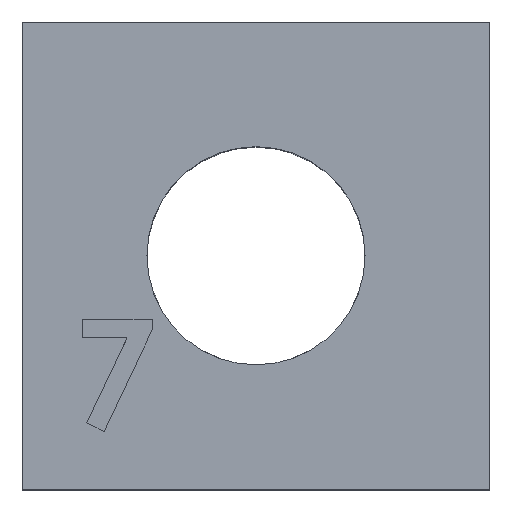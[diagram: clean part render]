
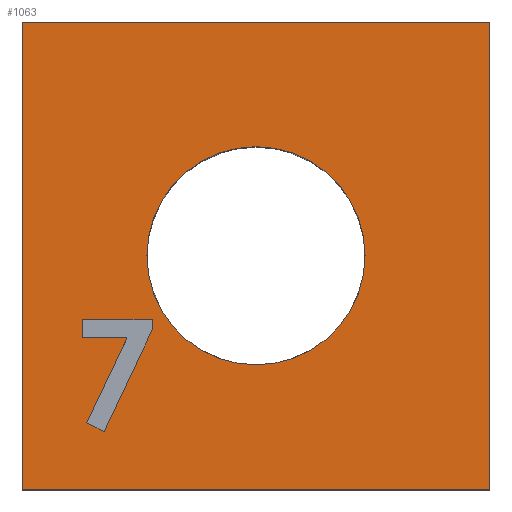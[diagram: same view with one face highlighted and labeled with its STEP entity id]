
A CAD part, top view. The second image highlights one B-rep face of the part: STEP entity #1063.
In plain terms, the highlighted planar face has unit normal (0, 0, 1).
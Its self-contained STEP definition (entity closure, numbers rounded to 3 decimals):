
#30 = LINE ( 'NONE', #835, #170 ) ;
#39 = VERTEX_POINT ( 'NONE', #225 ) ;
#41 = EDGE_CURVE ( 'NONE', #479, #797, #831, .T. ) ;
#61 = DIRECTION ( 'NONE',  ( 1., 0., 0. ) ) ;
#69 = PLANE ( 'NONE',  #91 ) ;
#73 = VECTOR ( 'NONE', #410, 1000. ) ;
#86 = LINE ( 'NONE', #884, #73 ) ;
#91 = AXIS2_PLACEMENT_3D ( 'NONE', #180, #156, #485 ) ;
#99 = LINE ( 'NONE', #895, #197 ) ;
#139 = EDGE_CURVE ( 'NONE', #797, #660, #366, .T. ) ;
#141 = EDGE_CURVE ( 'NONE', #1174, #244, #776, .T. ) ;
#142 = CARTESIAN_POINT ( 'NONE',  ( 2.071, 2.137, 10. ) ) ;
#156 = DIRECTION ( 'NONE',  ( 0., 0., -1. ) ) ;
#170 = VECTOR ( 'NONE', #945, 1000. ) ;
#180 = CARTESIAN_POINT ( 'NONE',  ( 0., 0., 10. ) ) ;
#190 = DIRECTION ( 'NONE',  ( 0., 0., 1. ) ) ;
#191 = EDGE_CURVE ( 'NONE', #1126, #401, #229, .T. ) ;
#196 = VERTEX_POINT ( 'NONE', #1046 ) ;
#197 = VECTOR ( 'NONE', #1282, 1000. ) ;
#219 = ORIENTED_EDGE ( 'NONE', *, *, #600, .F. ) ;
#225 = CARTESIAN_POINT ( 'NONE',  ( 1.927, 5.446, 10. ) ) ;
#229 = CIRCLE ( 'NONE', #1021, 3.5 ) ;
#235 = ORIENTED_EDGE ( 'NONE', *, *, #139, .T. ) ;
#242 = EDGE_LOOP ( 'NONE', ( #235, #341, #1042, #557 ) ) ;
#244 = VERTEX_POINT ( 'NONE', #586 ) ;
#246 = EDGE_CURVE ( 'NONE', #1168, #479, #404, .T. ) ;
#267 = DIRECTION ( 'NONE',  ( 1., 0., 0. ) ) ;
#275 = VECTOR ( 'NONE', #383, 1000. ) ;
#281 = LINE ( 'NONE', #675, #769 ) ;
#287 = CIRCLE ( 'NONE', #1208, 3.5 ) ;
#341 = ORIENTED_EDGE ( 'NONE', *, *, #1147, .T. ) ;
#366 = LINE ( 'NONE', #464, #1190 ) ;
#377 = EDGE_CURVE ( 'NONE', #1155, #196, #30, .T. ) ;
#383 = DIRECTION ( 'NONE',  ( -0.893, 0.45, 0. ) ) ;
#386 = CARTESIAN_POINT ( 'NONE',  ( 15., 0., 10. ) ) ;
#401 = VERTEX_POINT ( 'NONE', #929 ) ;
#404 = LINE ( 'NONE', #898, #805 ) ;
#410 = DIRECTION ( 'NONE',  ( 0.428, 0.904, 0. ) ) ;
#460 = ORIENTED_EDGE ( 'NONE', *, *, #1106, .T. ) ;
#464 = CARTESIAN_POINT ( 'NONE',  ( 0., 0., 10. ) ) ;
#465 = FACE_BOUND ( 'NONE', #773, .T. ) ;
#479 = VERTEX_POINT ( 'NONE', #564 ) ;
#485 = DIRECTION ( 'NONE',  ( -1., 0., 0. ) ) ;
#508 = CARTESIAN_POINT ( 'NONE',  ( 7.5, 7.5, 10. ) ) ;
#544 = CARTESIAN_POINT ( 'NONE',  ( 0., 15., 10. ) ) ;
#557 = ORIENTED_EDGE ( 'NONE', *, *, #41, .T. ) ;
#560 = DIRECTION ( 'NONE',  ( 0., -1., 0. ) ) ;
#564 = CARTESIAN_POINT ( 'NONE',  ( 15., 15., 10. ) ) ;
#583 = LINE ( 'NONE', #1294, #275 ) ;
#586 = CARTESIAN_POINT ( 'NONE',  ( 4.171, 5.12, 10. ) ) ;
#588 = VECTOR ( 'NONE', #560, 1000. ) ;
#600 = EDGE_CURVE ( 'NONE', #401, #1126, #287, .T. ) ;
#603 = ORIENTED_EDGE ( 'NONE', *, *, #878, .T. ) ;
#626 = EDGE_CURVE ( 'NONE', #849, #1155, #86, .T. ) ;
#655 = ORIENTED_EDGE ( 'NONE', *, *, #943, .T. ) ;
#658 = DIRECTION ( 'NONE',  ( 0., -1., 0. ) ) ;
#660 = VERTEX_POINT ( 'NONE', #696 ) ;
#666 = LINE ( 'NONE', #678, #1268 ) ;
#675 = CARTESIAN_POINT ( 'NONE',  ( 1.927, 5.446, 10. ) ) ;
#678 = CARTESIAN_POINT ( 'NONE',  ( 0., 0., 10. ) ) ;
#684 = FACE_BOUND ( 'NONE', #1180, .T. ) ;
#692 = VECTOR ( 'NONE', #1246, 1000. ) ;
#696 = CARTESIAN_POINT ( 'NONE',  ( 0., 0., 10. ) ) ;
#714 = CARTESIAN_POINT ( 'NONE',  ( 2.627, 1.857, 10. ) ) ;
#764 = CARTESIAN_POINT ( 'NONE',  ( 4.171, 5.446, 10. ) ) ;
#769 = VECTOR ( 'NONE', #980, 1000. ) ;
#773 = EDGE_LOOP ( 'NONE', ( #460, #784, #856, #655, #603, #1275, #996 ) ) ;
#776 = LINE ( 'NONE', #764, #588 ) ;
#784 = ORIENTED_EDGE ( 'NONE', *, *, #922, .T. ) ;
#797 = VERTEX_POINT ( 'NONE', #1050 ) ;
#805 = VECTOR ( 'NONE', #1006, 1000. ) ;
#831 = LINE ( 'NONE', #544, #692 ) ;
#835 = CARTESIAN_POINT ( 'NONE',  ( 3.36, 4.863, 10. ) ) ;
#849 = VERTEX_POINT ( 'NONE', #142 ) ;
#856 = ORIENTED_EDGE ( 'NONE', *, *, #141, .T. ) ;
#869 = DIRECTION ( 'NONE',  ( 0., 1., 0. ) ) ;
#875 = CARTESIAN_POINT ( 'NONE',  ( 1.927, 4.863, 10. ) ) ;
#878 = EDGE_CURVE ( 'NONE', #1229, #849, #583, .T. ) ;
#884 = CARTESIAN_POINT ( 'NONE',  ( 2.071, 2.137, 10. ) ) ;
#895 = CARTESIAN_POINT ( 'NONE',  ( 4.171, 5.12, 10. ) ) ;
#898 = CARTESIAN_POINT ( 'NONE',  ( 15., 0., 10. ) ) ;
#922 = EDGE_CURVE ( 'NONE', #39, #1174, #281, .T. ) ;
#929 = CARTESIAN_POINT ( 'NONE',  ( 11., 7.5, 10. ) ) ;
#943 = EDGE_CURVE ( 'NONE', #244, #1229, #99, .T. ) ;
#945 = DIRECTION ( 'NONE',  ( -1., 0., 0. ) ) ;
#963 = DIRECTION ( 'NONE',  ( 0., 0., 1. ) ) ;
#980 = DIRECTION ( 'NONE',  ( 1., 0., 0. ) ) ;
#984 = DIRECTION ( 'NONE',  ( 1., 0., 0. ) ) ;
#996 = ORIENTED_EDGE ( 'NONE', *, *, #377, .T. ) ;
#1006 = DIRECTION ( 'NONE',  ( 0., 1., 0. ) ) ;
#1021 = AXIS2_PLACEMENT_3D ( 'NONE', #1057, #963, #61 ) ;
#1039 = ORIENTED_EDGE ( 'NONE', *, *, #191, .F. ) ;
#1042 = ORIENTED_EDGE ( 'NONE', *, *, #246, .T. ) ;
#1046 = CARTESIAN_POINT ( 'NONE',  ( 1.927, 4.863, 10. ) ) ;
#1050 = CARTESIAN_POINT ( 'NONE',  ( 0., 15., 10. ) ) ;
#1052 = FACE_OUTER_BOUND ( 'NONE', #242, .T. ) ;
#1054 = VECTOR ( 'NONE', #869, 1000. ) ;
#1057 = CARTESIAN_POINT ( 'NONE',  ( 7.5, 7.5, 10. ) ) ;
#1063 = ADVANCED_FACE ( 'NONE', ( #684, #1052, #465 ), #69, .F. ) ;
#1106 = EDGE_CURVE ( 'NONE', #196, #39, #1280, .T. ) ;
#1126 = VERTEX_POINT ( 'NONE', #1266 ) ;
#1147 = EDGE_CURVE ( 'NONE', #660, #1168, #666, .T. ) ;
#1155 = VERTEX_POINT ( 'NONE', #1273 ) ;
#1168 = VERTEX_POINT ( 'NONE', #386 ) ;
#1174 = VERTEX_POINT ( 'NONE', #1178 ) ;
#1178 = CARTESIAN_POINT ( 'NONE',  ( 4.171, 5.446, 10. ) ) ;
#1180 = EDGE_LOOP ( 'NONE', ( #1039, #219 ) ) ;
#1190 = VECTOR ( 'NONE', #658, 1000. ) ;
#1208 = AXIS2_PLACEMENT_3D ( 'NONE', #508, #190, #984 ) ;
#1229 = VERTEX_POINT ( 'NONE', #714 ) ;
#1246 = DIRECTION ( 'NONE',  ( -1., 0., 0. ) ) ;
#1266 = CARTESIAN_POINT ( 'NONE',  ( 4., 7.5, 10. ) ) ;
#1268 = VECTOR ( 'NONE', #267, 1000. ) ;
#1273 = CARTESIAN_POINT ( 'NONE',  ( 3.36, 4.863, 10. ) ) ;
#1275 = ORIENTED_EDGE ( 'NONE', *, *, #626, .T. ) ;
#1280 = LINE ( 'NONE', #875, #1054 ) ;
#1282 = DIRECTION ( 'NONE',  ( -0.428, -0.904, 0. ) ) ;
#1294 = CARTESIAN_POINT ( 'NONE',  ( 2.627, 1.857, 10. ) ) ;
